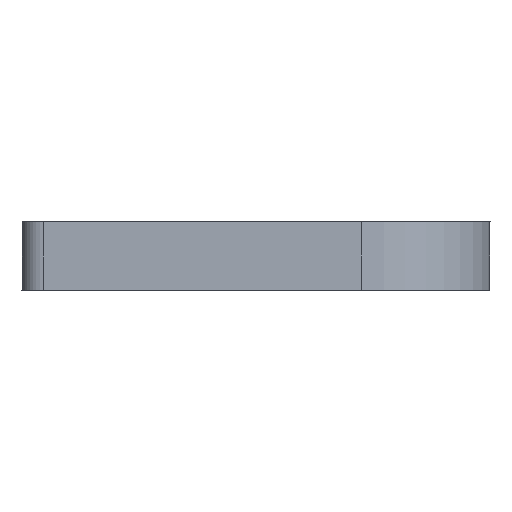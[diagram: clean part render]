
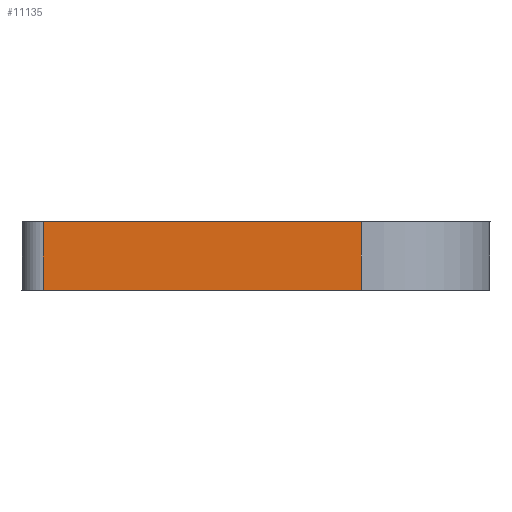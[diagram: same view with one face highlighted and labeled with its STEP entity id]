
A CAD part, left-side view. The second image highlights one B-rep face of the part: STEP entity #11135.
In plain terms, the highlighted planar face has unit normal (-1, 0, 0).
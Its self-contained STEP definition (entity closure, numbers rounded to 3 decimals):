
#299=PLANE('',#11715);
#841=FACE_OUTER_BOUND('',#1392,.T.);
#1392=EDGE_LOOP('',(#9249,#9250,#9251,#9252,#9253,#9254));
#1679=LINE('',#14765,#3279);
#1680=LINE('',#14767,#3280);
#2717=LINE('',#16850,#4317);
#2740=LINE('',#16913,#4340);
#2741=LINE('',#16917,#4341);
#2742=LINE('',#16918,#4342);
#3279=VECTOR('',#12021,10.);
#3280=VECTOR('',#12022,10.);
#4317=VECTOR('',#13589,10.);
#4340=VECTOR('',#13658,10.);
#4341=VECTOR('',#13663,10.);
#4342=VECTOR('',#13664,10.);
#4911=VERTEX_POINT('',#14762);
#4912=VERTEX_POINT('',#14764);
#4913=VERTEX_POINT('',#14766);
#5694=VERTEX_POINT('',#16848);
#5711=VERTEX_POINT('',#16912);
#5712=VERTEX_POINT('',#16916);
#5997=EDGE_CURVE('',#4912,#4911,#1679,.T.);
#5998=EDGE_CURVE('',#4912,#4913,#1680,.T.);
#7040=EDGE_CURVE('',#5694,#4911,#2717,.T.);
#7071=EDGE_CURVE('',#4913,#5711,#2740,.T.);
#7073=EDGE_CURVE('',#5694,#5712,#2741,.T.);
#7074=EDGE_CURVE('',#5712,#5711,#2742,.T.);
#9249=ORIENTED_EDGE('',*,*,#7040,.F.);
#9250=ORIENTED_EDGE('',*,*,#7073,.T.);
#9251=ORIENTED_EDGE('',*,*,#7074,.T.);
#9252=ORIENTED_EDGE('',*,*,#7071,.F.);
#9253=ORIENTED_EDGE('',*,*,#5998,.F.);
#9254=ORIENTED_EDGE('',*,*,#5997,.T.);
#11135=ADVANCED_FACE('',(#841),#299,.T.);
#11715=AXIS2_PLACEMENT_3D('',#16915,#13661,#13662);
#12021=DIRECTION('',(0.,-1.,0.));
#12022=DIRECTION('',(0.,1.,0.));
#13589=DIRECTION('',(0.,0.,-1.));
#13658=DIRECTION('',(0.,0.,1.));
#13661=DIRECTION('center_axis',(-1.,0.,0.));
#13662=DIRECTION('ref_axis',(0.,0.,
1.));
#13663=DIRECTION('',(0.,1.,0.));
#13664=DIRECTION('',(0.,1.,0.));
#14762=CARTESIAN_POINT('',(-93.,-98.,8.65));
#14764=CARTESIAN_POINT('',(-93.,-76.,8.65));
#14765=CARTESIAN_POINT('',(-93.,-76.,8.65));
#14766=CARTESIAN_POINT('',(-93.,-68.3,8.65));
#14767=CARTESIAN_POINT('',(-93.,-76.,8.65));
#16848=CARTESIAN_POINT('',(-93.,-98.,15.));
#16850=CARTESIAN_POINT('',(-93.,-98.,32.947));
#16912=CARTESIAN_POINT('',(-93.,-68.3,15.));
#16913=CARTESIAN_POINT('',(-93.,-68.3,29.772));
#16915=CARTESIAN_POINT('Origin',(-93.,-115.094,50.895));
#16916=CARTESIAN_POINT('',(-93.,-76.,15.));
#16917=CARTESIAN_POINT('',(-93.,-110.,15.));
#16918=CARTESIAN_POINT('',(-93.,-76.,15.));
